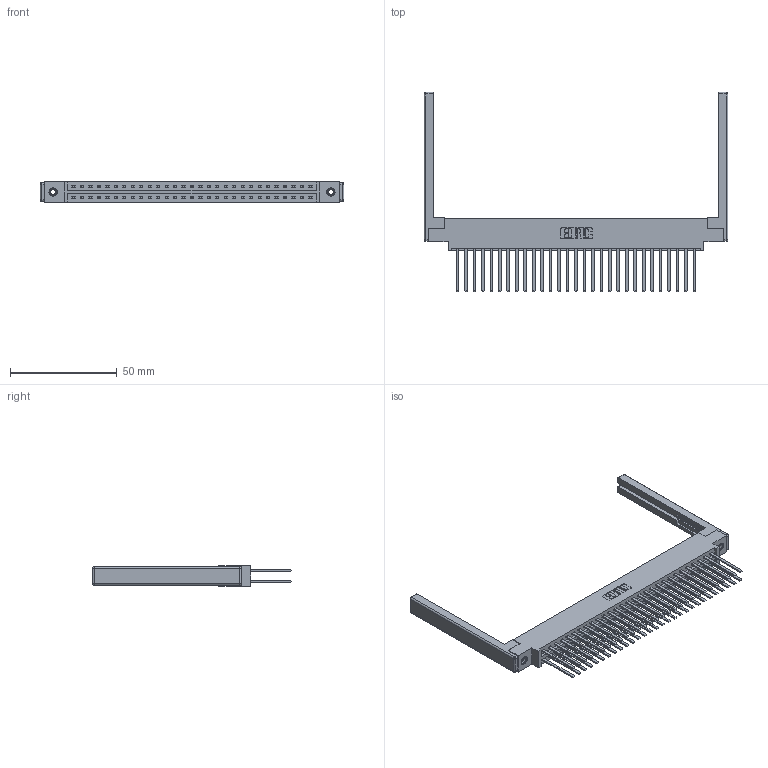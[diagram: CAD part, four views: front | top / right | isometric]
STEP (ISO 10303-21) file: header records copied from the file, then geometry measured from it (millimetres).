
FILE_DESCRIPTION (( 'STEP AP203' ), '1' );
FILE_NAME ('387-058-544-868.STEP', '2019-10-19T09:41:20', ( '' ), ( '' ), 'SwSTEP 2.0', 'SolidWorks 2016', '' );
FILE_SCHEMA (( 'CONFIG_CONTROL_DESIGN' ));
Length unit declared in the file: inch
Products named in the file (5): 337 Part_0.170 Offset - 0.156 Dia-TI; 345-292-001_345-293-144; 345-250-001_345-250-001-102; 307-220-068; 387-058-544-868
Assembly tree (63 placements, depth 2):
  387-058-544-868
    337 Part_0.170 Offset - 0.156 Dia-TI
    345-292-001_345-293-144  x58
    345-250-001_345-250-001-102  x2
    307-220-068  x2
Bounding box: 142.34 x 93.35 x 9.4 mm (x, y, z)
Volume: 19908.4 mm3; surface area: 24221.4 mm2
Topology: 63 solids, 63 shells, 3056 faces, 9007 edges, 5906 vertices
Faces by surface type: plane 2134, cylinder 898, cone 12, sphere 8, torus 4
Entity records: 26874 total; most frequent: CARTESIAN_POINT 4503, ORIENTED_EDGE 4428, DIRECTION 3920, EDGE_CURVE 2214, LINE 2040, VECTOR 2040, VERTEX_POINT 1466, AXIS2_PLACEMENT_3D 940
